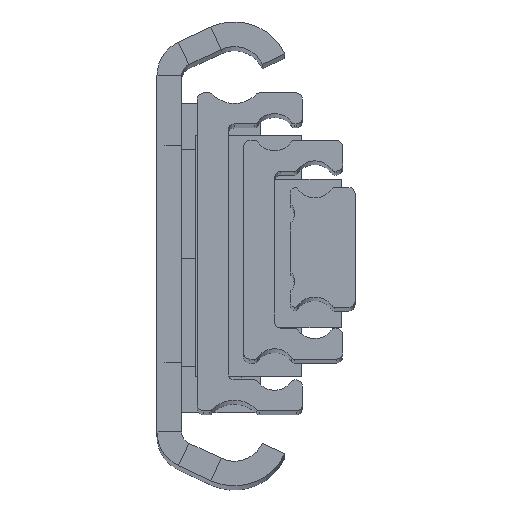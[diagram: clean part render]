
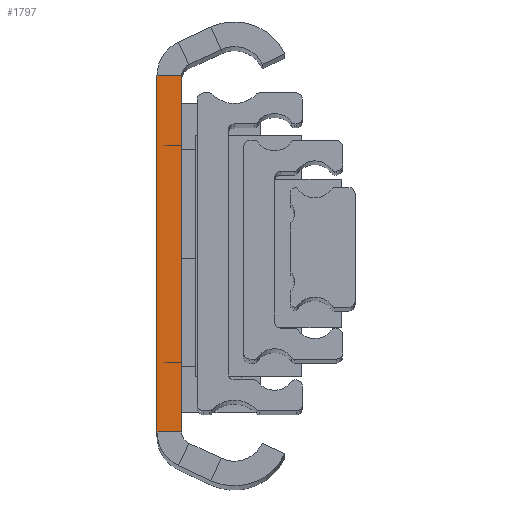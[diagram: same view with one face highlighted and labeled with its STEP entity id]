
A CAD part, top view. The second image highlights one B-rep face of the part: STEP entity #1797.
In plain terms, the highlighted planar face has unit normal (0, 0, 1).
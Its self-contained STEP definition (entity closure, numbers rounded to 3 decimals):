
#56 = DIRECTION ( 'NONE',  ( 0., -1., 0. ) ) ;
#185 = LINE ( 'NONE', #2334, #6108 ) ;
#1275 = PLANE ( 'NONE',  #1855 ) ;
#1467 = VECTOR ( 'NONE', #56, 1000. ) ;
#1797 = ADVANCED_FACE ( 'NONE', ( #6560 ), #1275, .F. ) ;
#1801 = DIRECTION ( 'NONE',  ( 0., 0., -1. ) ) ;
#1855 = AXIS2_PLACEMENT_3D ( 'NONE', #3961, #1801, #2864 ) ;
#2208 = EDGE_LOOP ( 'NONE', ( #6872, #5898, #5324, #3016 ) ) ;
#2334 = CARTESIAN_POINT ( 'NONE',  ( 4., 28.779, 0. ) ) ;
#2572 = VECTOR ( 'NONE', #5468, 1000. ) ;
#2598 = CARTESIAN_POINT ( 'NONE',  ( 0., 28.779, 0. ) ) ;
#2610 = EDGE_CURVE ( 'NONE', #3385, #4603, #5157, .T. ) ;
#2764 = EDGE_CURVE ( 'NONE', #6663, #4603, #4864, .T. ) ;
#2864 = DIRECTION ( 'NONE',  ( 0., -1., 0. ) ) ;
#3016 = ORIENTED_EDGE ( 'NONE', *, *, #2764, .T. ) ;
#3338 = CARTESIAN_POINT ( 'NONE',  ( 0., 28.779, 0. ) ) ;
#3385 = VERTEX_POINT ( 'NONE', #4999 ) ;
#3611 = DIRECTION ( 'NONE',  ( -1., 0., 0. ) ) ;
#3961 = CARTESIAN_POINT ( 'NONE',  ( 0., 28.779, 0. ) ) ;
#4470 = DIRECTION ( 'NONE',  ( 0., -1., 0. ) ) ;
#4518 = CARTESIAN_POINT ( 'NONE',  ( 4., 28.779, 0. ) ) ;
#4603 = VERTEX_POINT ( 'NONE', #6105 ) ;
#4731 = EDGE_CURVE ( 'NONE', #5427, #3385, #185, .T. ) ;
#4864 = LINE ( 'NONE', #6509, #1467 ) ;
#4999 = CARTESIAN_POINT ( 'NONE',  ( 4., -28.779, 0. ) ) ;
#5157 = LINE ( 'NONE', #5779, #6479 ) ;
#5199 = EDGE_CURVE ( 'NONE', #5427, #6663, #5997, .T. ) ;
#5324 = ORIENTED_EDGE ( 'NONE', *, *, #5199, .T. ) ;
#5427 = VERTEX_POINT ( 'NONE', #4518 ) ;
#5468 = DIRECTION ( 'NONE',  ( -1., 0., 0. ) ) ;
#5779 = CARTESIAN_POINT ( 'NONE',  ( 0., -28.779, 0. ) ) ;
#5898 = ORIENTED_EDGE ( 'NONE', *, *, #4731, .F. ) ;
#5997 = LINE ( 'NONE', #3338, #2572 ) ;
#6105 = CARTESIAN_POINT ( 'NONE',  ( 0., -28.779, 0. ) ) ;
#6108 = VECTOR ( 'NONE', #4470, 1000. ) ;
#6479 = VECTOR ( 'NONE', #3611, 1000. ) ;
#6509 = CARTESIAN_POINT ( 'NONE',  ( 0., 28.779, 0. ) ) ;
#6560 = FACE_OUTER_BOUND ( 'NONE', #2208, .T. ) ;
#6663 = VERTEX_POINT ( 'NONE', #2598 ) ;
#6872 = ORIENTED_EDGE ( 'NONE', *, *, #2610, .F. ) ;
